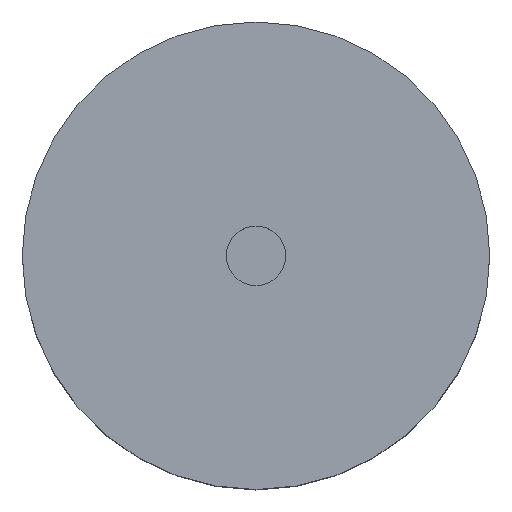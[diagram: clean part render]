
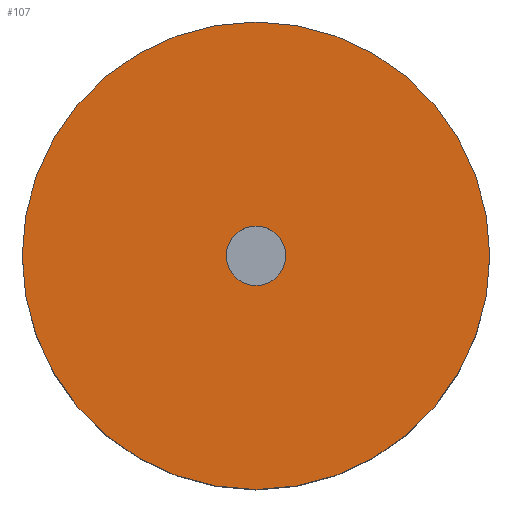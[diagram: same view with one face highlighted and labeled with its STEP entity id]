
A CAD part, top view. The second image highlights one B-rep face of the part: STEP entity #107.
In plain terms, the highlighted planar face has unit normal (0, 0, 1).
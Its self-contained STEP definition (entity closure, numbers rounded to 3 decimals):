
#2 = DIRECTION ( 'NONE',  ( 0., 0., 1. ) ) ;
#3 = VERTEX_POINT ( 'NONE', #229 ) ;
#4 = VERTEX_POINT ( 'NONE', #258 ) ;
#12 = VERTEX_POINT ( 'NONE', #167 ) ;
#29 = DIRECTION ( 'NONE',  ( 1., 0., 0. ) ) ;
#39 = EDGE_LOOP ( 'NONE', ( #365, #362 ) ) ;
#49 = CARTESIAN_POINT ( 'NONE',  ( 0., 0., 7.43 ) ) ;
#59 = EDGE_CURVE ( 'NONE', #3, #12, #83, .T. ) ;
#78 = EDGE_CURVE ( 'NONE', #4, #90, #102, .T. ) ;
#79 = DIRECTION ( 'NONE',  ( 0., 0., 1. ) ) ;
#83 = CIRCLE ( 'NONE', #325, 0.89 ) ;
#85 = CARTESIAN_POINT ( 'NONE',  ( 0., 0., 7.43 ) ) ;
#88 = AXIS2_PLACEMENT_3D ( 'NONE', #299, #324, #29 ) ;
#90 = VERTEX_POINT ( 'NONE', #217 ) ;
#92 = DIRECTION ( 'NONE',  ( 0., 0., 1. ) ) ;
#95 = EDGE_CURVE ( 'NONE', #12, #3, #348, .T. ) ;
#102 = CIRCLE ( 'NONE', #250, 7. ) ;
#107 = ADVANCED_FACE ( 'NONE', ( #132, #272 ), #246, .T. ) ;
#132 = FACE_BOUND ( 'NONE', #39, .T. ) ;
#151 = AXIS2_PLACEMENT_3D ( 'NONE', #279, #92, #230 ) ;
#166 = ORIENTED_EDGE ( 'NONE', *, *, #78, .T. ) ;
#167 = CARTESIAN_POINT ( 'NONE',  ( 0.89, 0., 7.43 ) ) ;
#186 = DIRECTION ( 'NONE',  ( 1., 0., 0. ) ) ;
#189 = ORIENTED_EDGE ( 'NONE', *, *, #247, .T. ) ;
#214 = CIRCLE ( 'NONE', #296, 7. ) ;
#217 = CARTESIAN_POINT ( 'NONE',  ( -7., 0., 7.43 ) ) ;
#229 = CARTESIAN_POINT ( 'NONE',  ( -0.89, 0., 7.43 ) ) ;
#230 = DIRECTION ( 'NONE',  ( 1., 0., 0. ) ) ;
#246 = PLANE ( 'NONE',  #151 ) ;
#247 = EDGE_CURVE ( 'NONE', #90, #4, #214, .T. ) ;
#250 = AXIS2_PLACEMENT_3D ( 'NONE', #85, #2, #186 ) ;
#258 = CARTESIAN_POINT ( 'NONE',  ( 7., 0., 7.43 ) ) ;
#272 = FACE_OUTER_BOUND ( 'NONE', #314, .T. ) ;
#275 = DIRECTION ( 'NONE',  ( 1., 0., 0. ) ) ;
#279 = CARTESIAN_POINT ( 'NONE',  ( 0., 0., 7.43 ) ) ;
#296 = AXIS2_PLACEMENT_3D ( 'NONE', #49, #79, #317 ) ;
#298 = CARTESIAN_POINT ( 'NONE',  ( 0., 0., 7.43 ) ) ;
#299 = CARTESIAN_POINT ( 'NONE',  ( 0., 0., 7.43 ) ) ;
#314 = EDGE_LOOP ( 'NONE', ( #189, #166 ) ) ;
#317 = DIRECTION ( 'NONE',  ( 1., 0., 0. ) ) ;
#324 = DIRECTION ( 'NONE',  ( 0., 0., 1. ) ) ;
#325 = AXIS2_PLACEMENT_3D ( 'NONE', #298, #357, #275 ) ;
#348 = CIRCLE ( 'NONE', #88, 0.89 ) ;
#357 = DIRECTION ( 'NONE',  ( 0., 0., 1. ) ) ;
#362 = ORIENTED_EDGE ( 'NONE', *, *, #59, .F. ) ;
#365 = ORIENTED_EDGE ( 'NONE', *, *, #95, .F. ) ;
